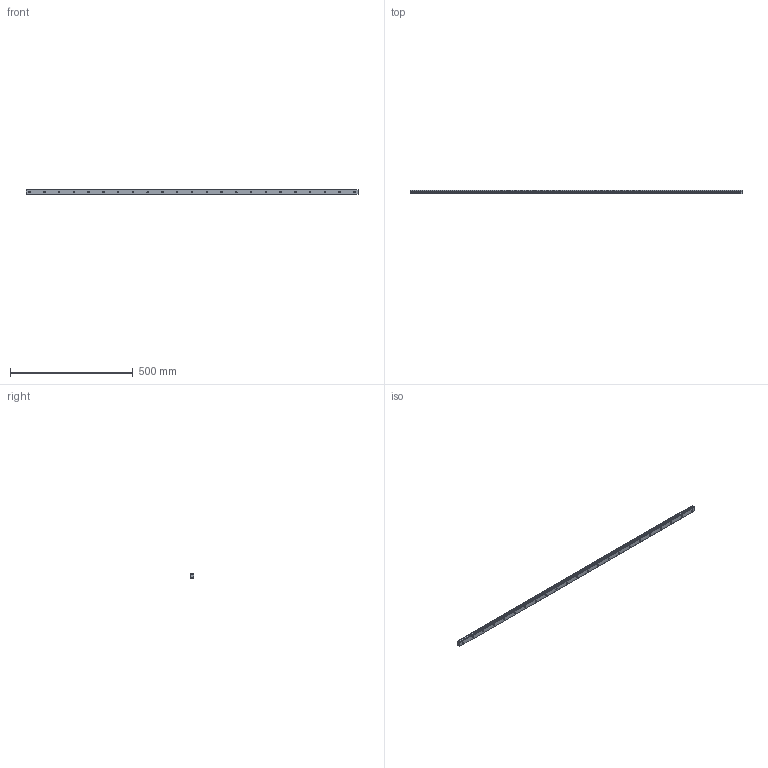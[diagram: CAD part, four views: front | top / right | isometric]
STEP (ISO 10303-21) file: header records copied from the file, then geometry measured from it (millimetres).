
FILE_DESCRIPTION (( 'STEP AP214' ), '1' );
FILE_NAME ('SSR20XTB1SS-1350L_G15_0_B-M6F_641-75_0_0_0.STEP', '2021-06-25T07:52:19', ( '' ), ( '' ), 'SwSTEP 2.0', 'SolidWorks 2021', '' );
FILE_SCHEMA (( 'AUTOMOTIVE_DESIGN' ));
Length unit declared in the file: millimetre
Products named in the file (2): SSR20XTB1SS-1350L_G15_0_B-M6F_641-75_0_0_0; _SSR20XTB135015 Track
Assembly tree (1 placements, depth 2):
  SSR20XTB1SS-1350L_G15_0_B-M6F_641-75_0_0_0
    _SSR20XTB135015 Track
Bounding box: 1350 x 15.5 x 20 mm (x, y, z)
Volume: 357059.9 mm3; surface area: 108278.5 mm2
Topology: 1 solids, 1 shells, 142 faces, 351 edges, 234 vertices
Faces by surface type: cylinder 99, plane 43
Entity records: 4471 total; most frequent: DIRECTION 841, CARTESIAN_POINT 731, ORIENTED_EDGE 702, EDGE_CURVE 351, AXIS2_PLACEMENT_3D 344, VERTEX_POINT 234, EDGE_LOOP 211, CIRCLE 198
